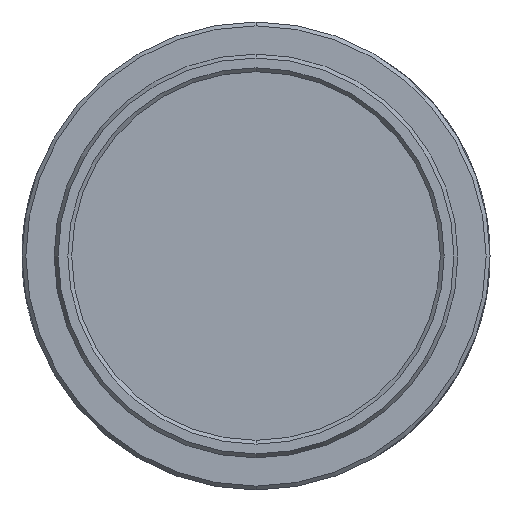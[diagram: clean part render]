
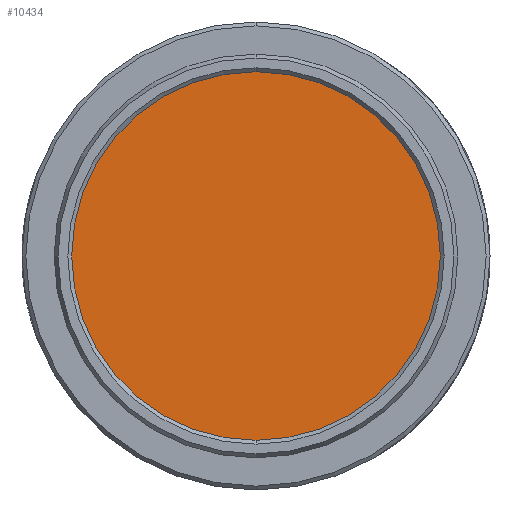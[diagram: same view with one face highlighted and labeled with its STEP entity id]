
A CAD part, left-side view. The second image highlights one B-rep face of the part: STEP entity #10434.
In plain terms, the highlighted planar face has unit normal (-1, 0, 0).
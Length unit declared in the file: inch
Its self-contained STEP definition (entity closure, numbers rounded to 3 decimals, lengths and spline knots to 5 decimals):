
#17 = CARTESIAN_POINT ( 'NONE',  ( 0.15, -0.46211, -0.19092 ) ) ;
#201 = DIRECTION ( 'NONE',  ( 0., 0.924, 0.382 ) ) ;
#258 = AXIS2_PLACEMENT_3D ( 'NONE', #13502, #6808, #201 ) ;
#984 = ORIENTED_EDGE ( 'NONE', *, *, #3295, .F. ) ;
#2320 = AXIS2_PLACEMENT_3D ( 'NONE', #10561, #3918, #11665 ) ;
#3295 = EDGE_CURVE ( 'NONE', #11631, #9843, #13543, .T. ) ;
#3761 = ORIENTED_EDGE ( 'NONE', *, *, #5587, .F. ) ;
#3883 = AXIS2_PLACEMENT_3D ( 'NONE', #5788, #13601, #6919 ) ;
#3918 = DIRECTION ( 'NONE',  ( 1., 0., 0. ) ) ;
#4122 = FACE_OUTER_BOUND ( 'NONE', #4479, .T. ) ;
#4372 = CARTESIAN_POINT ( 'NONE',  ( 0.15, 0.46211, 0.19092 ) ) ;
#4479 = EDGE_LOOP ( 'NONE', ( #3761, #984 ) ) ;
#5488 = CIRCLE ( 'NONE', #2320, 0.5 ) ;
#5587 = EDGE_CURVE ( 'NONE', #9843, #11631, #5488, .T. ) ;
#5788 = CARTESIAN_POINT ( 'NONE',  ( 0.15, 0., 0. ) ) ;
#6808 = DIRECTION ( 'NONE',  ( 1., 0., 0. ) ) ;
#6919 = DIRECTION ( 'NONE',  ( 0., 0.924, 0.382 ) ) ;
#9843 = VERTEX_POINT ( 'NONE', #4372 ) ;
#10434 = ADVANCED_FACE ( 'NONE', ( #4122 ), #12371, .F. ) ;
#10561 = CARTESIAN_POINT ( 'NONE',  ( 0.15, 0., 0. ) ) ;
#11631 = VERTEX_POINT ( 'NONE', #17 ) ;
#11665 = DIRECTION ( 'NONE',  ( 0., 0.924, 0.382 ) ) ;
#12371 = PLANE ( 'NONE',  #258 ) ;
#13502 = CARTESIAN_POINT ( 'NONE',  ( 0.15, 0., 0. ) ) ;
#13543 = CIRCLE ( 'NONE', #3883, 0.5 ) ;
#13601 = DIRECTION ( 'NONE',  ( 1., 0., 0. ) ) ;
